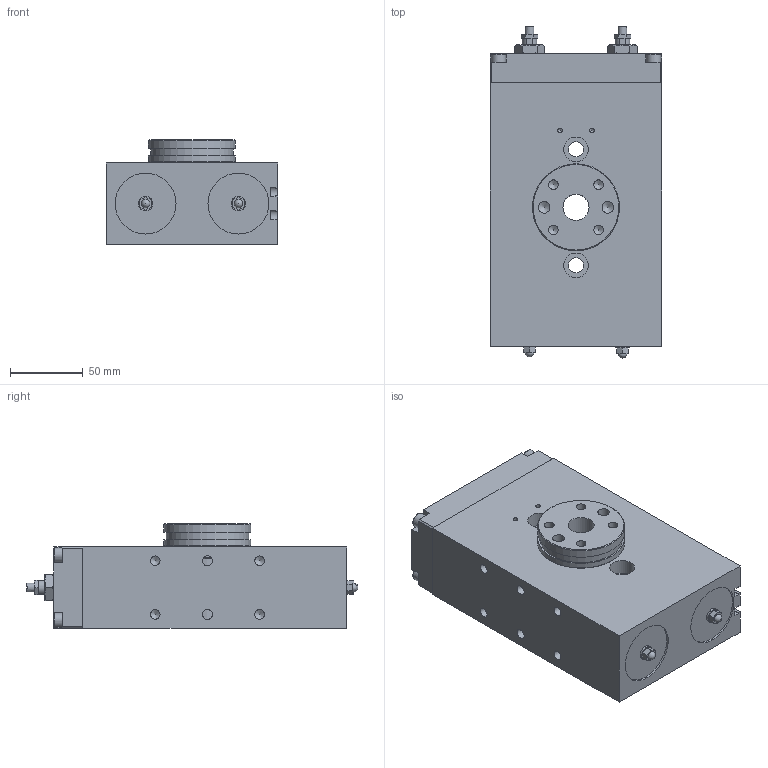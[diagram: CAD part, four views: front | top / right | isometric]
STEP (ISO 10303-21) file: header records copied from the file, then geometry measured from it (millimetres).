
FILE_DESCRIPTION(/* description */ (''),/* implementation_level */ '2;1');
FILE_NAME(/* name */ 'PAO 40-A-N-V3-RO.stp',/* time_stamp */ '2021-09-22T10:34:04+02:00',/* author */ ('Emilio'),/* organization */ (''),/* preprocessor_version */ 'ST-DEVELOPER v17.2',/* originating_system */ 'Autodesk Inventor 2019',/* authorisation */ '');
FILE_SCHEMA (('AUTOMOTIVE_DESIGN { 1 0 10303 214 3 1 1 }'));
Length unit declared in the file: millimetre
Products named in the file (11): PAO 40-A-N-V3-RA; PAO-40-CORPO; PAO-40-TESTATA; PAO 40-ALBERO; TARGHETTA 22X52; ISO 8735 - 6 x 30 - ABS EN ISO(1); AS 1420 - 1973 - M6 x 25; PAO-40-PUNTALINO; ISO 4035 - M12BS EN; ISO 4035 - M6BS EN; PAO-15-SILENZIATORE
Assembly tree (19 placements, depth 2):
  PAO 40-A-N-V3-RA
    PAO-40-CORPO
    PAO-40-TESTATA
    PAO 40-ALBERO
    TARGHETTA 22X52
    ISO 8735 - 6 x 30 - ABS EN ISO(1)  x2
    AS 1420 - 1973 - M6 x 25  x5
    PAO-40-PUNTALINO  x2
    ISO 4035 - M12BS EN  x2
    ISO 4035 - M6BS EN  x2
    PAO-15-SILENZIATORE  x2
Bounding box: 118.01 x 228.96 x 72 mm (x, y, z)
Volume: 1291737.8 mm3; surface area: 151100.1 mm2
Topology: 19 solids, 26 shells, 696 faces, 1880 edges, 1269 vertices
Faces by surface type: plane 352, cone 117, cylinder 112, bspline 99, torus 12, sphere 4
Full cylindrical faces by diameter (mm): 2.816 x1, 3.242 x2, 3.243 x2, 4.134 x2, 4.3 x2, 4.917 x12, 6 x15, 6.5 x5, 6.647 x8, 6.8 x2, 8 x2, 8.566 x2, 10 x11, 10.106 x4, 10.5 x2, 11 x1, 17 x2, 18 x1, 27 x2, 36.5 x1, 40 x1, 42 x4, 44 x1, 52 x1, 55 x1, 57 x1, 60 x2
Entity records: 18542 total; most frequent: CARTESIAN_POINT 4306, ORIENTED_EDGE 2988, DIRECTION 2589, EDGE_CURVE 1494, VERTEX_POINT 1037, AXIS2_PLACEMENT_3D 865, LINE 859, VECTOR 859
